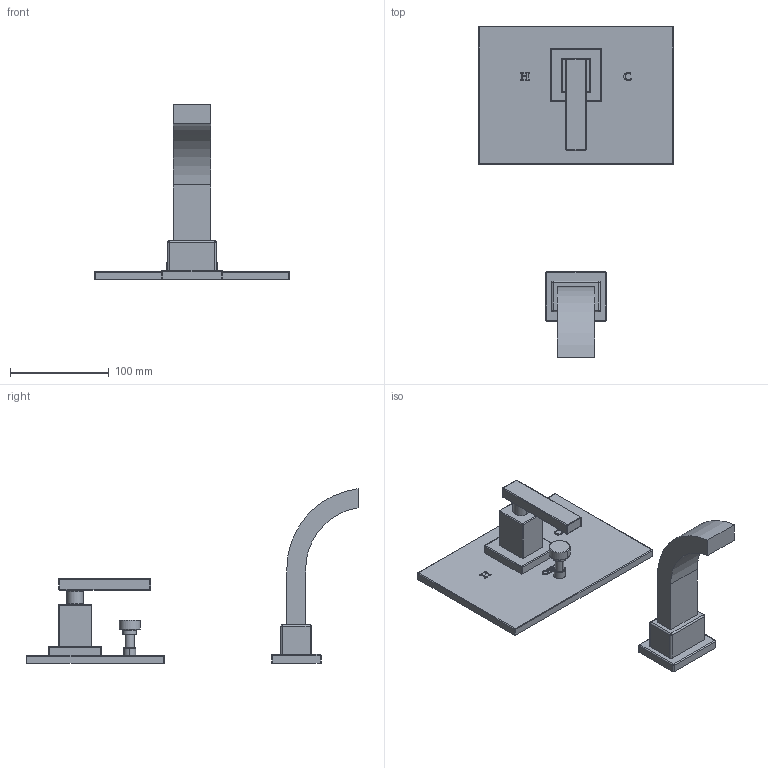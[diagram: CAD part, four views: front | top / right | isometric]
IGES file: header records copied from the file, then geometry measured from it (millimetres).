
Start section:  PTC IGES file: 4-2042bp.igs
Global section: file name: 4-2042bp.igs; native system: Creo Parametric by PTC Inc.; preprocessor: 2018400; author: jinson.thomas; organization: Unknown; date: 20210603.144048; units: inch
Bounding box: 196.85 x 335.41 x 176.28 mm (x, y, z)
Volume: 502508 mm3; surface area: 106784.4 mm2
Topology: 2 solids, 2 shells, 372 faces, 956 edges, 604 vertices
Faces by surface type: extrusion 178, revolution 108, bspline 86
